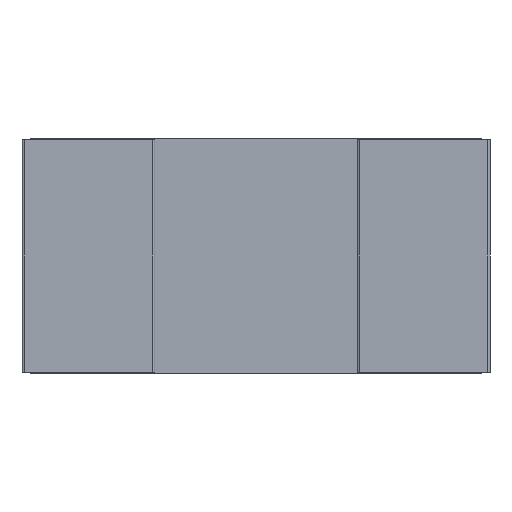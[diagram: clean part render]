
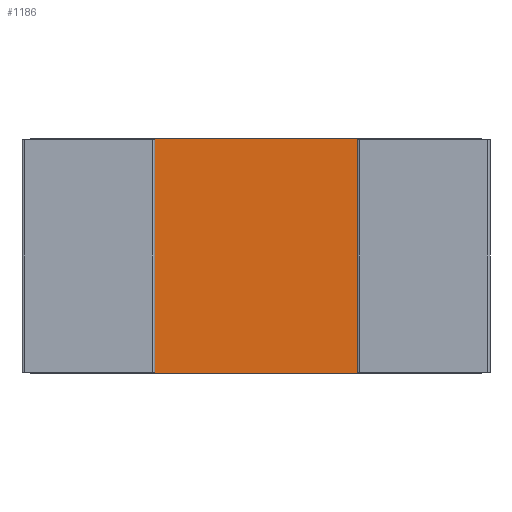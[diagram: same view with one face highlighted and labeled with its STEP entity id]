
A CAD part, front view. The second image highlights one B-rep face of the part: STEP entity #1186.
In plain terms, the highlighted planar face has unit normal (0, -1, 0).
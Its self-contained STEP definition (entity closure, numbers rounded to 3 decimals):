
#138=DIRECTION('',(-1.,0.,0.));
#139=VECTOR('',#138,6.13);
#140=CARTESIAN_POINT('',(3.065,-0.165,-1.6));
#141=LINE('',#140,#139);
#466=DIRECTION('',(0.,0.,-1.));
#467=VECTOR('',#466,0.025);
#468=CARTESIAN_POINT('',(-3.065,-0.165,-1.575));
#469=LINE('',#468,#467);
#474=DIRECTION('',(0.,0.,-1.));
#475=VECTOR('',#474,0.025);
#476=CARTESIAN_POINT('',(-3.065,-0.165,1.6));
#477=LINE('',#476,#475);
#478=DIRECTION('',(1.,0.,0.));
#479=VECTOR('',#478,1.69);
#480=CARTESIAN_POINT('',(1.375,-0.165,-1.575));
#481=LINE('',#480,#479);
#482=DIRECTION('',(0.,0.,-1.));
#483=VECTOR('',#482,0.025);
#484=CARTESIAN_POINT('',(3.065,-0.165,-1.575));
#485=LINE('',#484,#483);
#486=DIRECTION('',(-1.,0.,0.));
#487=VECTOR('',#486,1.69);
#488=CARTESIAN_POINT('',(-1.375,-0.165,-1.575));
#489=LINE('',#488,#487);
#490=DIRECTION('',(0.,0.,1.));
#491=VECTOR('',#490,3.15);
#492=CARTESIAN_POINT('',(-1.375,-0.165,-1.575));
#493=LINE('',#492,#491);
#494=DIRECTION('',(-1.,0.,0.));
#495=VECTOR('',#494,1.69);
#496=CARTESIAN_POINT('',(-1.375,-0.165,1.575));
#497=LINE('',#496,#495);
#498=DIRECTION('',(0.,0.,-1.));
#499=VECTOR('',#498,0.025);
#500=CARTESIAN_POINT('',(3.065,-0.165,1.6));
#501=LINE('',#500,#499);
#502=DIRECTION('',(1.,0.,0.));
#503=VECTOR('',#502,1.69);
#504=CARTESIAN_POINT('',(1.375,-0.165,1.575));
#505=LINE('',#504,#503);
#506=DIRECTION('',(0.,0.,1.));
#507=VECTOR('',#506,3.15);
#508=CARTESIAN_POINT('',(1.375,-0.165,-1.575));
#509=LINE('',#508,#507);
#534=DIRECTION('',(-1.,0.,0.));
#535=VECTOR('',#534,6.13);
#536=CARTESIAN_POINT('',(3.065,-0.165,1.6));
#537=LINE('',#536,#535);
#602=CARTESIAN_POINT('',(-3.065,-0.165,-1.6));
#604=VERTEX_POINT('',#602);
#606=CARTESIAN_POINT('',(-3.065,-0.165,1.6));
#608=VERTEX_POINT('',#606);
#611=CARTESIAN_POINT('',(3.065,-0.165,-1.6));
#613=VERTEX_POINT('',#611);
#615=CARTESIAN_POINT('',(3.065,-0.165,1.6));
#617=VERTEX_POINT('',#615);
#618=CARTESIAN_POINT('',(-3.065,-0.165,-1.575));
#620=VERTEX_POINT('',#618);
#622=CARTESIAN_POINT('',(-3.065,-0.165,1.575));
#624=VERTEX_POINT('',#622);
#626=CARTESIAN_POINT('',(1.375,-0.165,-1.575));
#627=CARTESIAN_POINT('',(3.065,-0.165,-1.575));
#628=VERTEX_POINT('',#626);
#629=VERTEX_POINT('',#627);
#630=CARTESIAN_POINT('',(1.375,-0.165,1.575));
#631=CARTESIAN_POINT('',(3.065,-0.165,1.575));
#632=VERTEX_POINT('',#630);
#633=VERTEX_POINT('',#631);
#674=CARTESIAN_POINT('',(-1.375,-0.165,-1.575));
#675=CARTESIAN_POINT('',(-1.375,-0.165,1.575));
#676=VERTEX_POINT('',#674);
#677=VERTEX_POINT('',#675);
#1164=CARTESIAN_POINT('',(3.065,-0.165,1.6));
#1165=DIRECTION('',(0.,1.,0.));
#1166=DIRECTION('',(-1.,0.,0.));
#1167=AXIS2_PLACEMENT_3D('',#1164,#1165,#1166);
#1168=PLANE('',#1167);
#1169=ORIENTED_EDGE('',*,*,#974,.T.);
#1170=ORIENTED_EDGE('',*,*,#904,.T.);
#1171=ORIENTED_EDGE('',*,*,#763,.T.);
#1172=ORIENTED_EDGE('',*,*,#1143,.F.);
#1173=ORIENTED_EDGE('',*,*,#941,.F.);
#1175=ORIENTED_EDGE('',*,*,#1174,.T.);
#1176=ORIENTED_EDGE('',*,*,#1094,.T.);
#1177=ORIENTED_EDGE('',*,*,#1159,.F.);
#1179=ORIENTED_EDGE('',*,*,#1178,.F.);
#1180=ORIENTED_EDGE('',*,*,#916,.T.);
#1181=ORIENTED_EDGE('',*,*,#1118,.F.);
#1183=ORIENTED_EDGE('',*,*,#1182,.F.);
#1184=EDGE_LOOP('',(#1169,#1170,#1171,#1172,#1173,#1175,#1176,#1177,#1179,#1180,
#1181,#1183));
#1185=FACE_OUTER_BOUND('',#1184,.F.);
#763=EDGE_CURVE('',#613,#604,#141,.T.);
#904=EDGE_CURVE('',#629,#613,#485,.T.);
#916=EDGE_CURVE('',#617,#633,#501,.T.);
#941=EDGE_CURVE('',#676,#620,#489,.T.);
#974=EDGE_CURVE('',#628,#629,#481,.T.);
#1094=EDGE_CURVE('',#677,#624,#497,.T.);
#1118=EDGE_CURVE('',#632,#633,#505,.T.);
#1143=EDGE_CURVE('',#620,#604,#469,.T.);
#1159=EDGE_CURVE('',#608,#624,#477,.T.);
#1174=EDGE_CURVE('',#676,#677,#493,.T.);
#1178=EDGE_CURVE('',#617,#608,#537,.T.);
#1182=EDGE_CURVE('',#628,#632,#509,.T.);
#1186=ADVANCED_FACE('',(#1185),#1168,.F.);
